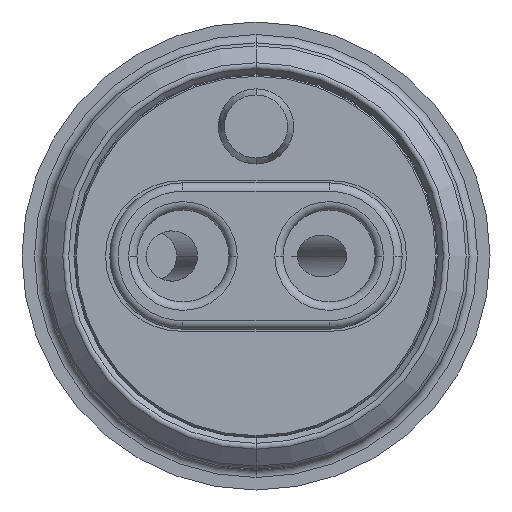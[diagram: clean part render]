
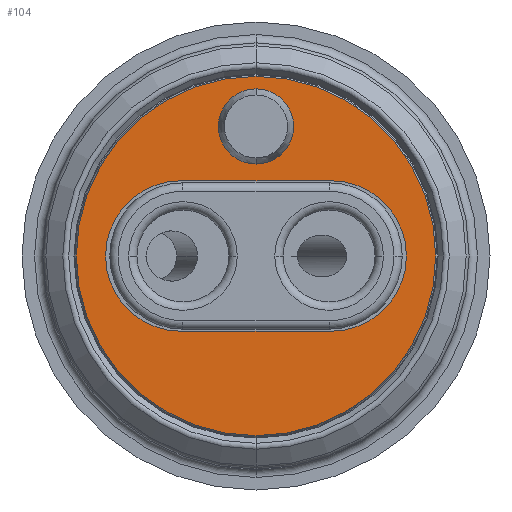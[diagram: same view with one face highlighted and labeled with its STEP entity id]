
A CAD part, front view. The second image highlights one B-rep face of the part: STEP entity #104.
In plain terms, the highlighted planar face has unit normal (0, -1, 0).
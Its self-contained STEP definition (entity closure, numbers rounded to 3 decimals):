
#104 = ADVANCED_FACE ( 'NONE', ( #2749, #865, #3924 ), #1617, .T. ) ;
#157 = EDGE_CURVE ( 'NONE', #4437, #257, #1351, .T. ) ;
#219 = DIRECTION ( 'NONE',  ( 0., 1., 0. ) ) ;
#231 = DIRECTION ( 'NONE',  ( 0., -1., 0. ) ) ;
#257 = VERTEX_POINT ( 'NONE', #1740 ) ;
#295 = DIRECTION ( 'NONE',  ( 0., -1., 0. ) ) ;
#308 = AXIS2_PLACEMENT_3D ( 'NONE', #2218, #231, #1454 ) ;
#482 = VERTEX_POINT ( 'NONE', #4570 ) ;
#713 = DIRECTION ( 'NONE',  ( 0., 0., 1. ) ) ;
#716 = VERTEX_POINT ( 'NONE', #3318 ) ;
#792 = ORIENTED_EDGE ( 'NONE', *, *, #3273, .F. ) ;
#833 = DIRECTION ( 'NONE',  ( -1., 0., 0. ) ) ;
#847 = LINE ( 'NONE', #3928, #1751 ) ;
#865 = FACE_BOUND ( 'NONE', #2925, .T. ) ;
#883 = AXIS2_PLACEMENT_3D ( 'NONE', #2236, #1105, #713 ) ;
#924 = EDGE_CURVE ( 'NONE', #482, #4189, #2429, .T. ) ;
#1031 = CARTESIAN_POINT ( 'NONE',  ( 0., -1.375, 2.15 ) ) ;
#1105 = DIRECTION ( 'NONE',  ( 0., 1., 0. ) ) ;
#1200 = DIRECTION ( 'NONE',  ( 0., -1., 0. ) ) ;
#1206 = ORIENTED_EDGE ( 'NONE', *, *, #2235, .F. ) ;
#1272 = DIRECTION ( 'NONE',  ( 1., 0., 0. ) ) ;
#1294 = DIRECTION ( 'NONE',  ( 0., -1., 0. ) ) ;
#1351 = CIRCLE ( 'NONE', #1522, 0.9 ) ;
#1454 = DIRECTION ( 'NONE',  ( 0., 0., -1. ) ) ;
#1522 = AXIS2_PLACEMENT_3D ( 'NONE', #1591, #3481, #4606 ) ;
#1544 = EDGE_CURVE ( 'NONE', #4893, #3846, #1933, .T. ) ;
#1585 = ORIENTED_EDGE ( 'NONE', *, *, #3171, .F. ) ;
#1591 = CARTESIAN_POINT ( 'NONE',  ( -0.9, -1.375, 0. ) ) ;
#1617 = PLANE ( 'NONE',  #1888 ) ;
#1740 = CARTESIAN_POINT ( 'NONE',  ( -0.9, -1.375, -0.9 ) ) ;
#1751 = VECTOR ( 'NONE', #1272, 1000. ) ;
#1773 = ORIENTED_EDGE ( 'NONE', *, *, #157, .F. ) ;
#1777 = CARTESIAN_POINT ( 'NONE',  ( 0., -1.375, 0. ) ) ;
#1888 = AXIS2_PLACEMENT_3D ( 'NONE', #3926, #1200, #3832 ) ;
#1933 = CIRCLE ( 'NONE', #2331, 0.9 ) ;
#1959 = VERTEX_POINT ( 'NONE', #4140 ) ;
#2013 = CIRCLE ( 'NONE', #2632, 2.15 ) ;
#2105 = EDGE_LOOP ( 'NONE', ( #3483, #792 ) ) ;
#2181 = DIRECTION ( 'NONE',  ( 0., 0., 1. ) ) ;
#2218 = CARTESIAN_POINT ( 'NONE',  ( 0., -1.375, 1.55 ) ) ;
#2235 = EDGE_CURVE ( 'NONE', #4189, #482, #2013, .T. ) ;
#2236 = CARTESIAN_POINT ( 'NONE',  ( 0., -1.375, 0. ) ) ;
#2331 = AXIS2_PLACEMENT_3D ( 'NONE', #2954, #295, #4016 ) ;
#2426 = ORIENTED_EDGE ( 'NONE', *, *, #924, .F. ) ;
#2429 = CIRCLE ( 'NONE', #883, 2.15 ) ;
#2632 = AXIS2_PLACEMENT_3D ( 'NONE', #1777, #219, #2181 ) ;
#2742 = LINE ( 'NONE', #3621, #4078 ) ;
#2749 = FACE_BOUND ( 'NONE', #2105, .T. ) ;
#2760 = CARTESIAN_POINT ( 'NONE',  ( 0.9, -1.375, -0.9 ) ) ;
#2858 = DIRECTION ( 'NONE',  ( 0., 0., -1. ) ) ;
#2925 = EDGE_LOOP ( 'NONE', ( #1773, #3361, #4963, #1585 ) ) ;
#2954 = CARTESIAN_POINT ( 'NONE',  ( 0.9, -1.375, 0. ) ) ;
#3171 = EDGE_CURVE ( 'NONE', #257, #4893, #847, .T. ) ;
#3191 = EDGE_CURVE ( 'NONE', #716, #1959, #4559, .T. ) ;
#3273 = EDGE_CURVE ( 'NONE', #1959, #716, #4562, .T. ) ;
#3318 = CARTESIAN_POINT ( 'NONE',  ( 0., -1.375, 2. ) ) ;
#3361 = ORIENTED_EDGE ( 'NONE', *, *, #4904, .F. ) ;
#3481 = DIRECTION ( 'NONE',  ( 0., -1., 0. ) ) ;
#3483 = ORIENTED_EDGE ( 'NONE', *, *, #3191, .F. ) ;
#3621 = CARTESIAN_POINT ( 'NONE',  ( -0.9, -1.375, 0.9 ) ) ;
#3832 = DIRECTION ( 'NONE',  ( 0., 0., -1. ) ) ;
#3846 = VERTEX_POINT ( 'NONE', #4252 ) ;
#3924 = FACE_OUTER_BOUND ( 'NONE', #4638, .T. ) ;
#3926 = CARTESIAN_POINT ( 'NONE',  ( 0., -1.375, 0. ) ) ;
#3928 = CARTESIAN_POINT ( 'NONE',  ( -0.9, -1.375, -0.9 ) ) ;
#3958 = CARTESIAN_POINT ( 'NONE',  ( -0.9, -1.375, 0.9 ) ) ;
#4016 = DIRECTION ( 'NONE',  ( 0., 0., -1. ) ) ;
#4078 = VECTOR ( 'NONE', #833, 1000. ) ;
#4140 = CARTESIAN_POINT ( 'NONE',  ( 0., -1.375, 1.1 ) ) ;
#4189 = VERTEX_POINT ( 'NONE', #1031 ) ;
#4252 = CARTESIAN_POINT ( 'NONE',  ( 0.9, -1.375, 0.9 ) ) ;
#4437 = VERTEX_POINT ( 'NONE', #3958 ) ;
#4559 = CIRCLE ( 'NONE', #4954, 0.45 ) ;
#4562 = CIRCLE ( 'NONE', #308, 0.45 ) ;
#4570 = CARTESIAN_POINT ( 'NONE',  ( 0., -1.375, -2.15 ) ) ;
#4606 = DIRECTION ( 'NONE',  ( 0., 0., -1. ) ) ;
#4638 = EDGE_LOOP ( 'NONE', ( #1206, #2426 ) ) ;
#4748 = CARTESIAN_POINT ( 'NONE',  ( 0., -1.375, 1.55 ) ) ;
#4893 = VERTEX_POINT ( 'NONE', #2760 ) ;
#4904 = EDGE_CURVE ( 'NONE', #3846, #4437, #2742, .T. ) ;
#4954 = AXIS2_PLACEMENT_3D ( 'NONE', #4748, #1294, #2858 ) ;
#4963 = ORIENTED_EDGE ( 'NONE', *, *, #1544, .F. ) ;
